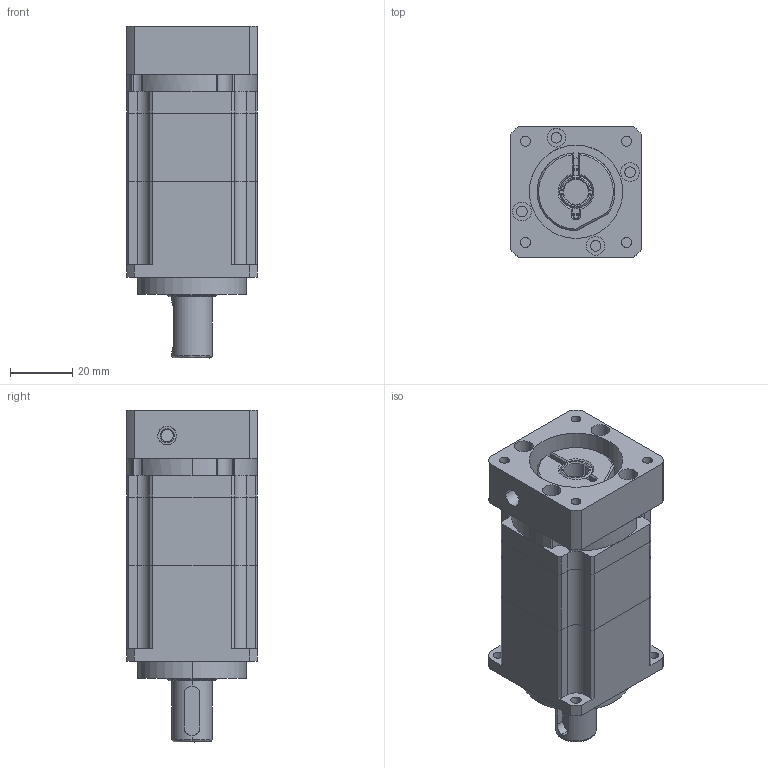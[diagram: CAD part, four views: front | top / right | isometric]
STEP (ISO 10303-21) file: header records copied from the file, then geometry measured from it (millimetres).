
FILE_DESCRIPTION (( 'STEP AP203' ), '1' );
FILE_NAME ('TB042-L2-8-30-46-M4-26-4.STEP', '2020-11-26T04:50:08', ( 'Windows 蚚誧' ), ( 'Microsoft' ), 'SwSTEP 2.0', 'SolidWorks 2017', '' );
FILE_SCHEMA (( 'CONFIG_CONTROL_DESIGN' ));
Length unit declared in the file: millimetre
Products named in the file (8): JJT-001; 042-fla-46-m4; CZA-001-8; CQA-001; SCA-001-13; CQB-001; TB042-L2-8-30-46-M4-26-4; HKT-001
Assembly tree (7 placements, depth 2):
  TB042-L2-8-30-46-M4-26-4
    CQA-001
    CQB-001
    HKT-001
    CZA-001-8
    SCA-001-13
    JJT-001
    042-fla-46-m4
Bounding box: 42 x 42 x 106.8 mm (x, y, z)
Volume: 134750.9 mm3; surface area: 36378.5 mm2
Topology: 7 solids, 7 shells, 325 faces, 813 edges, 522 vertices
Faces by surface type: cylinder 157, plane 124, cone 36, bspline 8
Entity records: 11615 total; most frequent: CARTESIAN_POINT 2737, DIRECTION 1797, ORIENTED_EDGE 1618, EDGE_CURVE 809, AXIS2_PLACEMENT_3D 707, VERTEX_POINT 522, LINE 383, VECTOR 383
